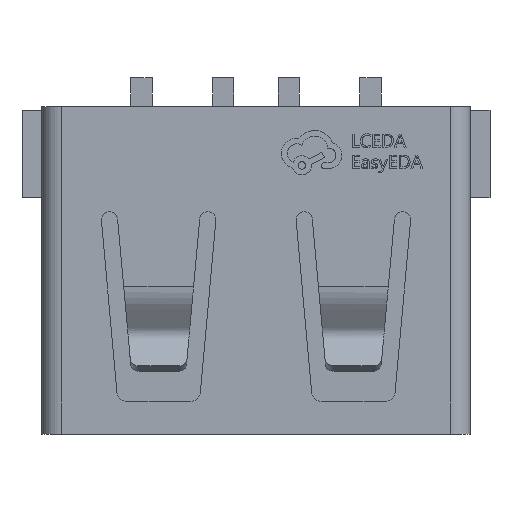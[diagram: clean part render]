
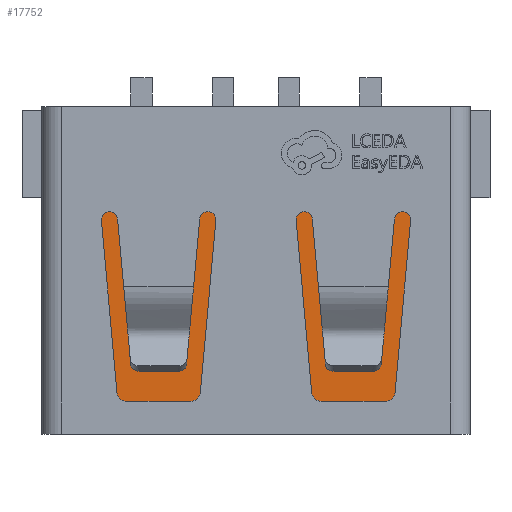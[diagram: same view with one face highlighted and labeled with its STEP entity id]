
A CAD part, top view. The second image highlights one B-rep face of the part: STEP entity #17752.
In plain terms, the highlighted planar face has unit normal (0, 0, 1).
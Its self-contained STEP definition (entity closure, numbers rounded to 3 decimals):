
#2074 = CARTESIAN_POINT ( 'NONE',  ( 5.3, -2.78, 5.27 ) ) ;
#2388 = CARTESIAN_POINT ( 'NONE',  ( 5.3, -9., 5.27 ) ) ;
#2469 = PLANE ( 'NONE',  #28171 ) ;
#2701 = LINE ( 'NONE', #36123, #33715 ) ;
#4145 = VERTEX_POINT ( 'NONE', #2074 ) ;
#4309 = CARTESIAN_POINT ( 'NONE',  ( -5.3, -2.78, 5.27 ) ) ;
#5105 = DIRECTION ( 'NONE',  ( -1., 0., 0. ) ) ;
#5162 = CARTESIAN_POINT ( 'NONE',  ( 5.5, -9., 5.27 ) ) ;
#7562 = VECTOR ( 'NONE', #5105, 1000. ) ;
#8092 = LINE ( 'NONE', #5162, #16348 ) ;
#9729 = EDGE_CURVE ( 'NONE', #4145, #14168, #17170, .T. ) ;
#10542 = VERTEX_POINT ( 'NONE', #37868 ) ;
#10956 = ORIENTED_EDGE ( 'NONE', *, *, #17546, .T. ) ;
#11426 = DIRECTION ( 'NONE',  ( 0., 0., -1. ) ) ;
#12215 = EDGE_CURVE ( 'NONE', #19070, #4145, #28880, .T. ) ;
#14168 = VERTEX_POINT ( 'NONE', #4309 ) ;
#14352 = DIRECTION ( 'NONE',  ( -1., 0., 0. ) ) ;
#16348 = VECTOR ( 'NONE', #20333, 1000. ) ;
#17042 = DIRECTION ( 'NONE',  ( 0., 1., 0. ) ) ;
#17170 = LINE ( 'NONE', #28249, #7562 ) ;
#17432 = FACE_OUTER_BOUND ( 'NONE', #23660, .T. ) ;
#17546 = EDGE_CURVE ( 'NONE', #14168, #10542, #2701, .T. ) ;
#17708 = VECTOR ( 'NONE', #17042, 1000. ) ;
#17752 = ADVANCED_FACE ( 'NONE', ( #17432 ), #2469, .F. ) ;
#19070 = VERTEX_POINT ( 'NONE', #2388 ) ;
#20333 = DIRECTION ( 'NONE',  ( 1., 0., 0. ) ) ;
#23660 = EDGE_LOOP ( 'NONE', ( #23859, #30317, #30131, #10956 ) ) ;
#23859 = ORIENTED_EDGE ( 'NONE', *, *, #27630, .T. ) ;
#24095 = DIRECTION ( 'NONE',  ( 0., -1., 0. ) ) ;
#27630 = EDGE_CURVE ( 'NONE', #10542, #19070, #8092, .T. ) ;
#28171 = AXIS2_PLACEMENT_3D ( 'NONE', #28893, #11426, #14352 ) ;
#28249 = CARTESIAN_POINT ( 'NONE',  ( -5.5, -2.78, 5.27 ) ) ;
#28880 = LINE ( 'NONE', #31796, #17708 ) ;
#28893 = CARTESIAN_POINT ( 'NONE',  ( -5.5, -21.151, 5.27 ) ) ;
#30131 = ORIENTED_EDGE ( 'NONE', *, *, #9729, .T. ) ;
#30317 = ORIENTED_EDGE ( 'NONE', *, *, #12215, .T. ) ;
#31796 = CARTESIAN_POINT ( 'NONE',  ( 5.3, -21.151, 5.27 ) ) ;
#33715 = VECTOR ( 'NONE', #24095, 1000. ) ;
#36123 = CARTESIAN_POINT ( 'NONE',  ( -5.3, -21.151, 5.27 ) ) ;
#37868 = CARTESIAN_POINT ( 'NONE',  ( -5.3, -9., 5.27 ) ) ;
